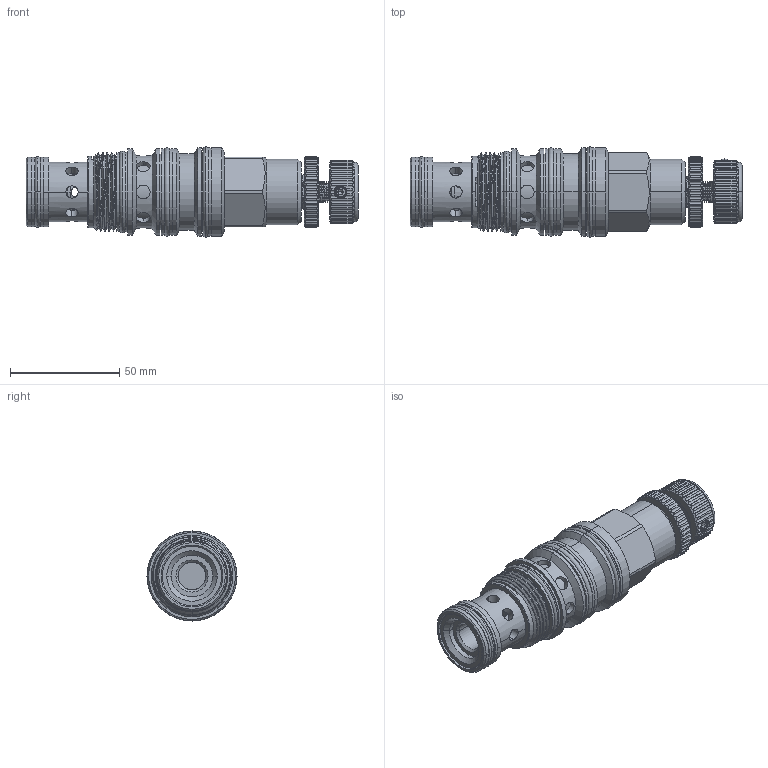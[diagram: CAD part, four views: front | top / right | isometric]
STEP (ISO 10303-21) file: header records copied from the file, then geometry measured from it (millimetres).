
FILE_DESCRIPTION (( 'STEP AP203' ), '1' );
FILE_NAME ('PW23A40(43)(45)-K.STEP', '2020-03-23T06:24:58', ( '' ), ( '' ), 'SwSTEP 2.0', 'SolidWorks 2018', '' );
FILE_SCHEMA (( 'CONFIG_CONTROL_DESIGN' ));
Products named in the file (1): PW23A40(43)(45)-K
Bounding box: 151.66 x 41.18 x 41.18 mm (x, y, z)
Volume: 117753.1 mm3; surface area: 38484.6 mm2
Topology: 16 solids, 24 shells, 1036 faces, 2789 edges, 1768 vertices
Faces by surface type: cylinder 558, plane 243, cone 91, torus 82, bspline 58, sphere 4
Entity records: 65066 total; most frequent: CARTESIAN_POINT 40651, ORIENTED_EDGE 5514, DIRECTION 4608, EDGE_CURVE 2757, AXIS2_PLACEMENT_3D 1819, VERTEX_POINT 1762, EDGE_LOOP 1127, ADVANCED_FACE 1036
